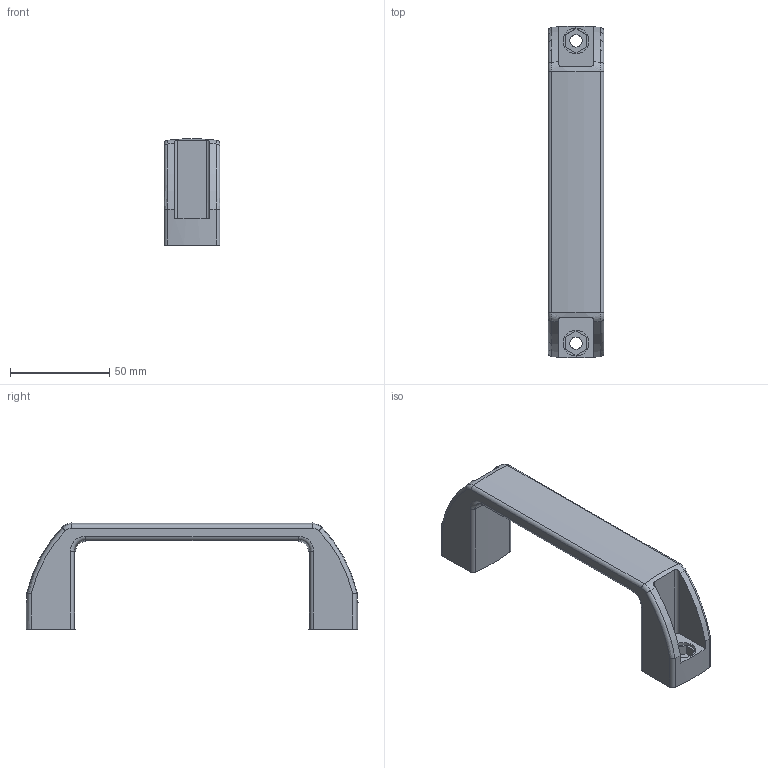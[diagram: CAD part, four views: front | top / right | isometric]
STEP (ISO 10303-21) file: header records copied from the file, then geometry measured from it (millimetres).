
FILE_DESCRIPTION(/* description */ ('Bügelgriff 28x53,5x166'),/* implementation_level */ '2;1');
FILE_NAME(/* name */ '402750002 Bügelgriff.stp',/* time_stamp */ '2020-08-17T14:21:49+02:00',/* author */ ('wheldmann'),/* organization */ (''),/* preprocessor_version */ 'ST-DEVELOPER v17.2',/* originating_system */ 'Autodesk Inventor 2019',/* authorisation */ ' ');
FILE_SCHEMA (('AUTOMOTIVE_DESIGN { 1 0 10303 214 3 1 1 }'));
Length unit declared in the file: millimetre
Products named in the file (1): 402750002
Bounding box: 28 x 166.91 x 53.42 mm (x, y, z)
Volume: 64068.6 mm3; surface area: 23460.2 mm2
Topology: 1 solids, 1 shells, 90 faces, 230 edges, 154 vertices
Faces by surface type: plane 36, cylinder 34, torus 14, bspline 6
Full cylindrical faces by diameter (mm): 4 x4, 5 x4, 6.2 x2, 13 x2
Entity records: 3167 total; most frequent: CARTESIAN_POINT 841, DIRECTION 516, ORIENTED_EDGE 460, EDGE_CURVE 230, AXIS2_PLACEMENT_3D 211, VERTEX_POINT 154, CIRCLE 126, EDGE_LOOP 106
